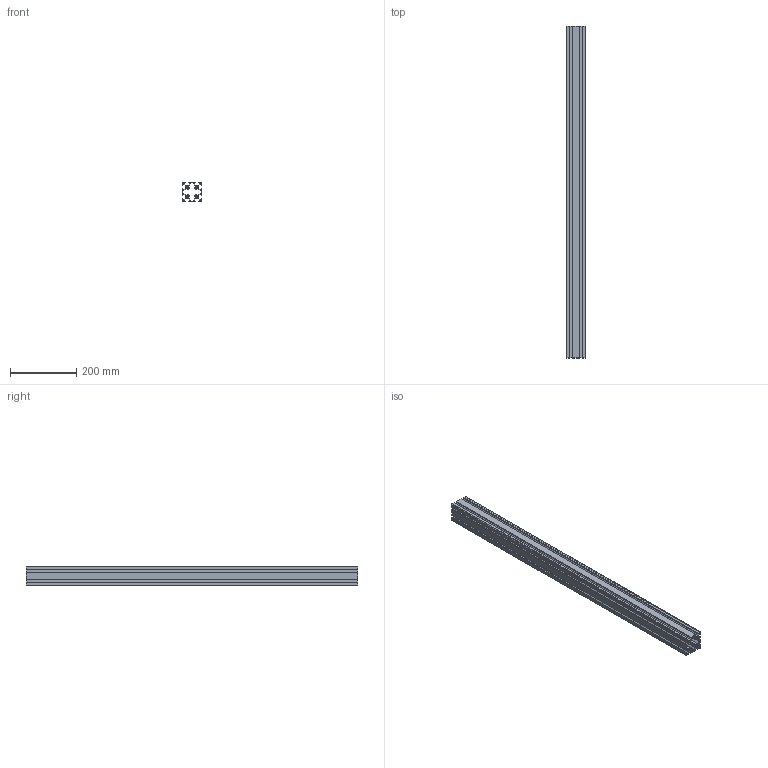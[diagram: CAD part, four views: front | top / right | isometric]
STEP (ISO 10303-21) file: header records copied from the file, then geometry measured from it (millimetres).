
FILE_DESCRIPTION(('STEP AP203'),'1');
FILE_NAME('BASE08B0031.stp','2023-10-13T07:25:24',(' '),(' '),'Spatial InterOp 3D',' ',' ');
FILE_SCHEMA(('CONFIG_CONTROL_DESIGN'));
Length unit declared in the file: millimetre
Products named in the file (1): Profilé 8 60x60
Bounding box: 60 x 1000 x 60 mm (x, y, z)
Volume: 1022509.4 mm3; surface area: 907058.8 mm2
Topology: 1 solids, 1 shells, 266 faces, 792 edges, 528 vertices
Faces by surface type: plane 198, cylinder 68
Entity records: 9030 total; most frequent: CARTESIAN_POINT 1587, ORIENTED_EDGE 1584, DIRECTION 1462, EDGE_CURVE 792, LINE 656, VECTOR 656, VERTEX_POINT 528, AXIS2_PLACEMENT_3D 403
